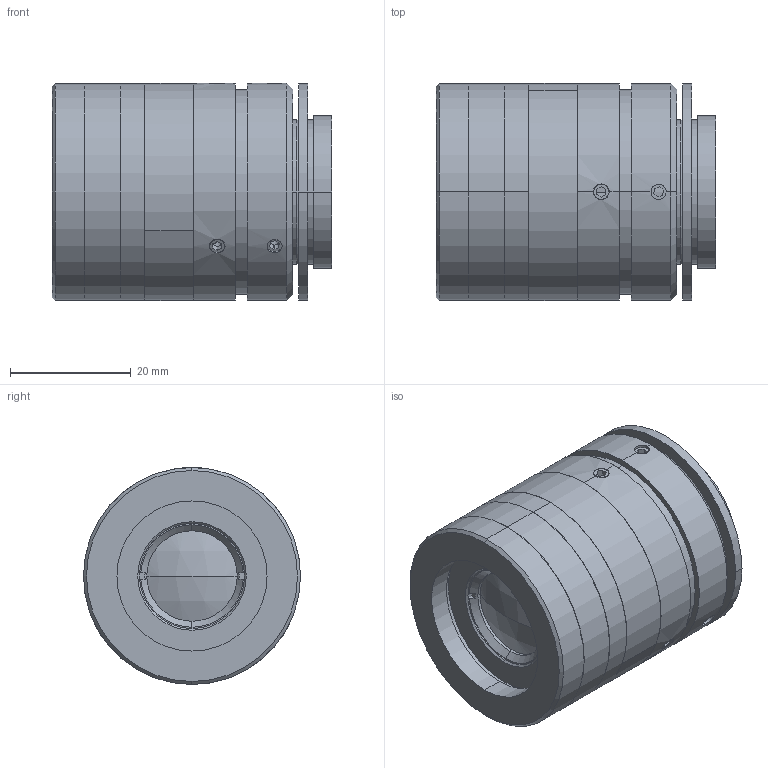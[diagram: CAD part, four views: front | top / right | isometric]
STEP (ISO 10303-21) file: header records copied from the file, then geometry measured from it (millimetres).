
FILE_DESCRIPTION (( 'STEP AP203' ), '1' );
FILE_NAME ('XF-MH01X409-1.1C.STEP', '2024-08-03T10:11:48', ( '' ), ( '' ), 'SwSTEP 2.0', 'SolidWorks 2022', '' );
FILE_SCHEMA (( 'CONFIG_CONTROL_DESIGN' ));
Length unit declared in the file: millimetre
Products named in the file (1): XF-MH01X409-1.1C
Bounding box: 46.38 x 36 x 36 mm (x, y, z)
Surface area: 10455.9 mm2 (no closed solid volume)
Topology: 0 solids, 18 shells, 137 faces, 392 edges, 257 vertices
Faces by surface type: plane 71, cylinder 46, cone 18, sphere 2
Entity records: 4872 total; most frequent: CARTESIAN_POINT 1247, DIRECTION 782, ORIENTED_EDGE 628, EDGE_CURVE 384, AXIS2_PLACEMENT_3D 288, VERTEX_POINT 257, VECTOR 206, LINE 206
